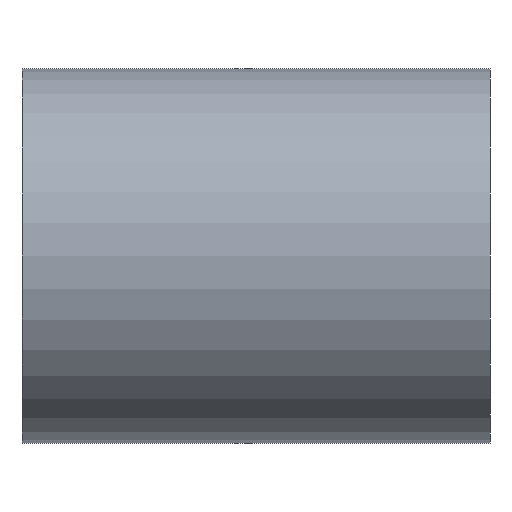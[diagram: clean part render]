
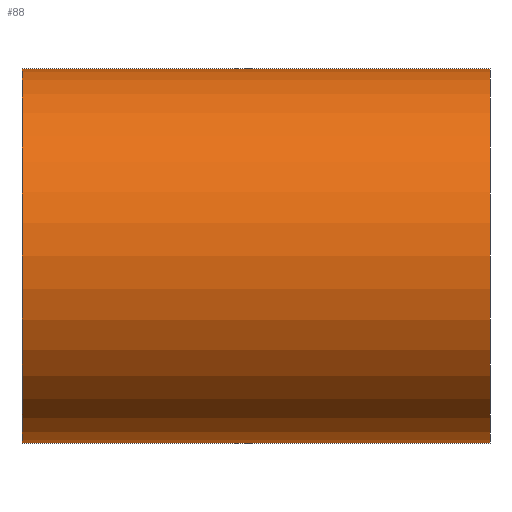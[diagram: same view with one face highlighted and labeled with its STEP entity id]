
A CAD part, left-side view. The second image highlights one B-rep face of the part: STEP entity #88.
In plain terms, the highlighted cylindrical face has radius 20 mm (diameter 40 mm), a partial arc.
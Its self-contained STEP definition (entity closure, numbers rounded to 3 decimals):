
#10 = FACE_OUTER_BOUND ( 'NONE', #253, .T. ) ;
#11 = EDGE_CURVE ( 'NONE', #93, #72, #89, .T. ) ;
#20 = DIRECTION ( 'NONE',  ( 0., 0., 1. ) ) ;
#24 = EDGE_CURVE ( 'NONE', #230, #35, #161, .T. ) ;
#28 = CYLINDRICAL_SURFACE ( 'NONE', #206, 20. ) ;
#35 = VERTEX_POINT ( 'NONE', #129 ) ;
#36 = ORIENTED_EDGE ( 'NONE', *, *, #24, .F. ) ;
#37 = DIRECTION ( 'NONE',  ( 0., 0., 1. ) ) ;
#41 = CARTESIAN_POINT ( 'NONE',  ( 0., 50., 20. ) ) ;
#62 = CARTESIAN_POINT ( 'NONE',  ( 0., 50., -20. ) ) ;
#64 = AXIS2_PLACEMENT_3D ( 'NONE', #74, #187, #20 ) ;
#66 = CARTESIAN_POINT ( 'NONE',  ( 0., 0., 20. ) ) ;
#72 = VERTEX_POINT ( 'NONE', #66 ) ;
#74 = CARTESIAN_POINT ( 'NONE',  ( 0., 50., 0. ) ) ;
#87 = VECTOR ( 'NONE', #134, 1000. ) ;
#88 = ADVANCED_FACE ( 'NONE', ( #10 ), #28, .T. ) ;
#89 = CIRCLE ( 'NONE', #183, 20. ) ;
#93 = VERTEX_POINT ( 'NONE', #218 ) ;
#97 = LINE ( 'NONE', #41, #184 ) ;
#115 = DIRECTION ( 'NONE',  ( 0., -1., 0. ) ) ;
#128 = ORIENTED_EDGE ( 'NONE', *, *, #181, .F. ) ;
#129 = CARTESIAN_POINT ( 'NONE',  ( 0., 50., 20. ) ) ;
#132 = CARTESIAN_POINT ( 'NONE',  ( 0., 50., 0. ) ) ;
#134 = DIRECTION ( 'NONE',  ( 0., -1., 0. ) ) ;
#138 = DIRECTION ( 'NONE',  ( 0., -1., 0. ) ) ;
#155 = DIRECTION ( 'NONE',  ( 0., 0., -1. ) ) ;
#161 = CIRCLE ( 'NONE', #64, 20. ) ;
#181 = EDGE_CURVE ( 'NONE', #35, #72, #97, .T. ) ;
#183 = AXIS2_PLACEMENT_3D ( 'NONE', #255, #228, #37 ) ;
#184 = VECTOR ( 'NONE', #115, 1000. ) ;
#187 = DIRECTION ( 'NONE',  ( 0., 1., 0. ) ) ;
#201 = ORIENTED_EDGE ( 'NONE', *, *, #227, .T. ) ;
#205 = ORIENTED_EDGE ( 'NONE', *, *, #11, .T. ) ;
#206 = AXIS2_PLACEMENT_3D ( 'NONE', #132, #138, #155 ) ;
#210 = CARTESIAN_POINT ( 'NONE',  ( 0., 50., -20. ) ) ;
#218 = CARTESIAN_POINT ( 'NONE',  ( 0., 0., -20. ) ) ;
#227 = EDGE_CURVE ( 'NONE', #230, #93, #235, .T. ) ;
#228 = DIRECTION ( 'NONE',  ( 0., 1., 0. ) ) ;
#230 = VERTEX_POINT ( 'NONE', #210 ) ;
#235 = LINE ( 'NONE', #62, #87 ) ;
#253 = EDGE_LOOP ( 'NONE', ( #128, #36, #201, #205 ) ) ;
#255 = CARTESIAN_POINT ( 'NONE',  ( 0., 0., 0. ) ) ;
